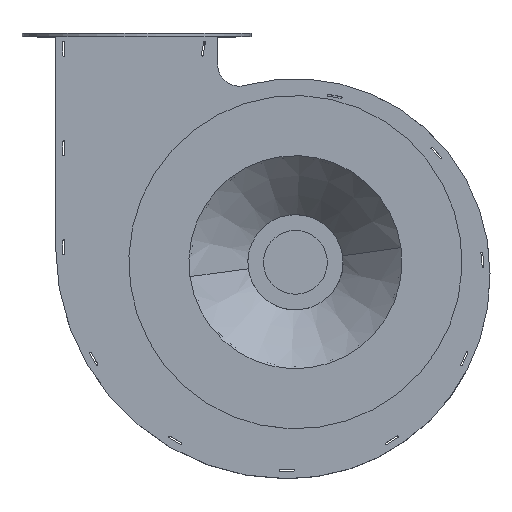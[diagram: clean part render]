
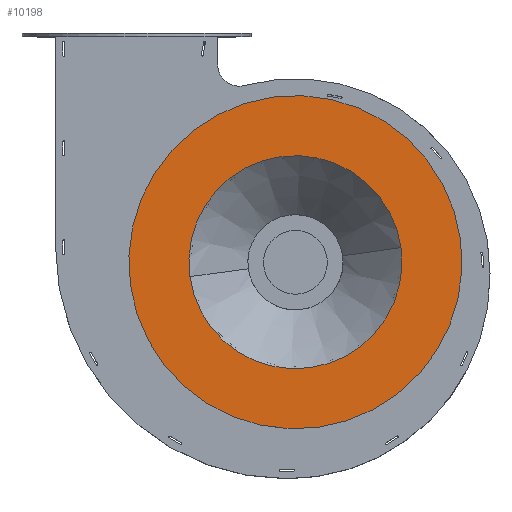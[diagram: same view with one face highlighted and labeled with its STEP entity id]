
A CAD part, top view. The second image highlights one B-rep face of the part: STEP entity #10198.
In plain terms, the highlighted planar face has unit normal (0, 0, 1).
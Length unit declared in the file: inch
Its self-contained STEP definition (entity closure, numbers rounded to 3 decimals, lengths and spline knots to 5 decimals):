
#615 = DIRECTION ( 'NONE',  ( 0.991, 0.136, 0. ) ) ;
#810 = AXIS2_PLACEMENT_3D ( 'NONE', #14766, #14677, #8512 ) ;
#913 = VERTEX_POINT ( 'NONE', #9716 ) ;
#993 = CARTESIAN_POINT ( 'NONE',  ( 0.01265, -0.22435, 6.404 ) ) ;
#1744 = AXIS2_PLACEMENT_3D ( 'NONE', #5704, #6865, #615 ) ;
#2151 = EDGE_CURVE ( 'NONE', #913, #8823, #11987, .T. ) ;
#3097 = AXIS2_PLACEMENT_3D ( 'NONE', #993, #8394, #7178 ) ;
#3735 = CIRCLE ( 'NONE', #15027, 5.91592 ) ;
#4392 = CARTESIAN_POINT ( 'NONE',  ( -1.2439, 8.94189, 6.404 ) ) ;
#4420 = EDGE_LOOP ( 'NONE', ( #14365, #14641 ) ) ;
#5053 = CARTESIAN_POINT ( 'NONE',  ( -9.15359, -1.4809, 6.404 ) ) ;
#5628 = DIRECTION ( 'NONE',  ( -0.991, -0.136, 0. ) ) ;
#5704 = CARTESIAN_POINT ( 'NONE',  ( 0.01265, -0.22435, 6.404 ) ) ;
#6853 = ORIENTED_EDGE ( 'NONE', *, *, #9839, .F. ) ;
#6865 = DIRECTION ( 'NONE',  ( 0., 0., 1. ) ) ;
#6983 = VERTEX_POINT ( 'NONE', #8791 ) ;
#7178 = DIRECTION ( 'NONE',  ( 0.991, 0.136, 0. ) ) ;
#7898 = CIRCLE ( 'NONE', #810, 5.91592 ) ;
#8261 = DIRECTION ( 'NONE',  ( 0., 0., -1. ) ) ;
#8394 = DIRECTION ( 'NONE',  ( 0., 0., 1. ) ) ;
#8512 = DIRECTION ( 'NONE',  ( 0.991, 0.136, 0. ) ) ;
#8526 = CARTESIAN_POINT ( 'NONE',  ( 0.01265, -0.22435, 6.404 ) ) ;
#8657 = ORIENTED_EDGE ( 'NONE', *, *, #14309, .F. ) ;
#8791 = CARTESIAN_POINT ( 'NONE',  ( -5.84845, -1.02782, 6.404 ) ) ;
#8823 = VERTEX_POINT ( 'NONE', #5053 ) ;
#9246 = VERTEX_POINT ( 'NONE', #15068 ) ;
#9653 = FACE_OUTER_BOUND ( 'NONE', #4420, .T. ) ;
#9716 = CARTESIAN_POINT ( 'NONE',  ( 9.17889, 1.0322, 6.404 ) ) ;
#9737 = AXIS2_PLACEMENT_3D ( 'NONE', #4392, #8261, #5628 ) ;
#9839 = EDGE_CURVE ( 'NONE', #9246, #6983, #3735, .T. ) ;
#10198 = ADVANCED_FACE ( 'NONE', ( #10640, #9653 ), #15999, .F. ) ;
#10640 = FACE_BOUND ( 'NONE', #12195, .T. ) ;
#11987 = CIRCLE ( 'NONE', #1744, 9.25197 ) ;
#12195 = EDGE_LOOP ( 'NONE', ( #6853, #8657 ) ) ;
#12568 = CIRCLE ( 'NONE', #3097, 9.25197 ) ;
#13383 = DIRECTION ( 'NONE',  ( 0.991, 0.136, 0. ) ) ;
#14309 = EDGE_CURVE ( 'NONE', #6983, #9246, #7898, .T. ) ;
#14365 = ORIENTED_EDGE ( 'NONE', *, *, #2151, .T. ) ;
#14641 = ORIENTED_EDGE ( 'NONE', *, *, #16123, .T. ) ;
#14677 = DIRECTION ( 'NONE',  ( 0., 0., 1. ) ) ;
#14766 = CARTESIAN_POINT ( 'NONE',  ( 0.01265, -0.22435, 6.404 ) ) ;
#15027 = AXIS2_PLACEMENT_3D ( 'NONE', #8526, #15936, #13383 ) ;
#15068 = CARTESIAN_POINT ( 'NONE',  ( 5.87376, 0.57912, 6.404 ) ) ;
#15936 = DIRECTION ( 'NONE',  ( 0., 0., 1. ) ) ;
#15999 = PLANE ( 'NONE',  #9737 ) ;
#16123 = EDGE_CURVE ( 'NONE', #8823, #913, #12568, .T. ) ;
